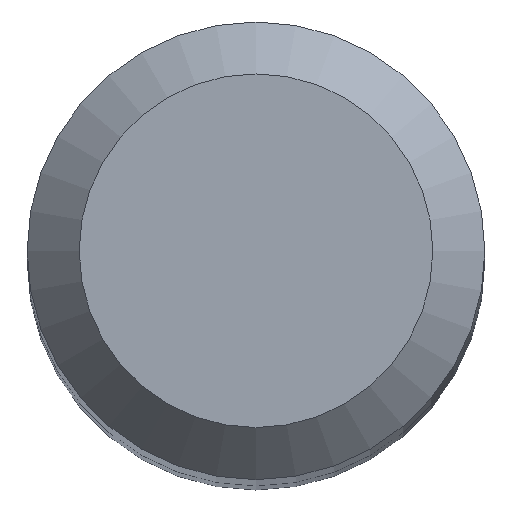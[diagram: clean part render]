
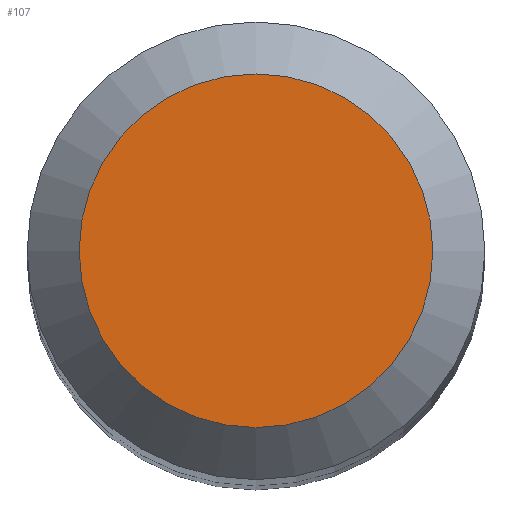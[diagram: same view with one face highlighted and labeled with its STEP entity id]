
A CAD part, top view. The second image highlights one B-rep face of the part: STEP entity #107.
In plain terms, the highlighted planar face has unit normal (0, 0, 1).
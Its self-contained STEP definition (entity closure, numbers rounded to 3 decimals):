
#8 = DIRECTION ( 'NONE',  ( 0., 1., 0. ) ) ;
#39 = EDGE_LOOP ( 'NONE', ( #177 ) ) ;
#70 = CARTESIAN_POINT ( 'NONE',  ( 0., 0., 58. ) ) ;
#74 = CIRCLE ( 'NONE', #152, 1.7 ) ;
#84 = DIRECTION ( 'NONE',  ( 0., 0., -1. ) ) ;
#98 = DIRECTION ( 'NONE',  ( 0., 0., -1. ) ) ;
#107 = ADVANCED_FACE ( 'NONE', ( #130 ), #146, .F. ) ;
#110 = VERTEX_POINT ( 'NONE', #181 ) ;
#130 = FACE_OUTER_BOUND ( 'NONE', #39, .T. ) ;
#146 = PLANE ( 'NONE',  #171 ) ;
#152 = AXIS2_PLACEMENT_3D ( 'NONE', #70, #84, #8 ) ;
#163 = DIRECTION ( 'NONE',  ( 0., 1., 0. ) ) ;
#171 = AXIS2_PLACEMENT_3D ( 'NONE', #183, #98, #163 ) ;
#177 = ORIENTED_EDGE ( 'NONE', *, *, #202, .F. ) ;
#181 = CARTESIAN_POINT ( 'NONE',  ( 0., 1.7, 58. ) ) ;
#183 = CARTESIAN_POINT ( 'NONE',  ( 0., 0., 58. ) ) ;
#202 = EDGE_CURVE ( 'NONE', #110, #110, #74, .T. ) ;
